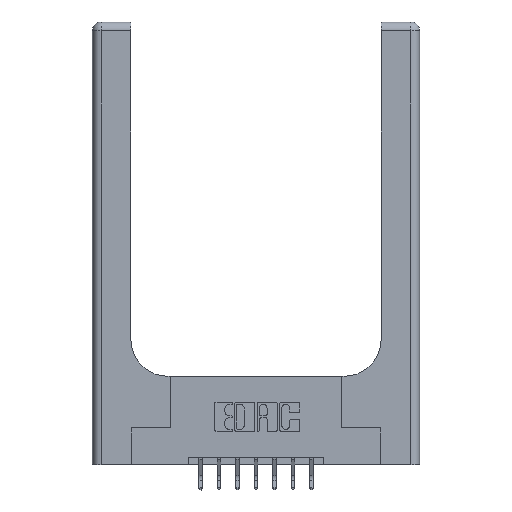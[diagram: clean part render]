
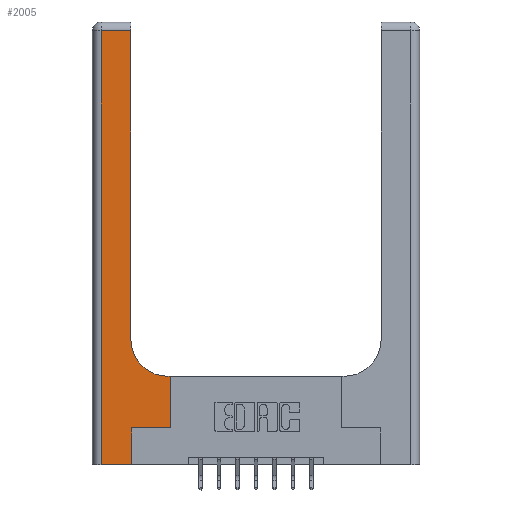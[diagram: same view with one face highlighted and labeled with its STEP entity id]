
A CAD part, top view. The second image highlights one B-rep face of the part: STEP entity #2005.
In plain terms, the highlighted planar face has unit normal (0, 0, 1).
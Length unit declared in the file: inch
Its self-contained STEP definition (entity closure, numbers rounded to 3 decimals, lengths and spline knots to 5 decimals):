
#87 = CARTESIAN_POINT ( 'NONE',  ( 0.26, 0.6, 0.37 ) ) ;
#149 = DIRECTION ( 'NONE',  ( -1., 0., 0. ) ) ;
#594 = LINE ( 'NONE', #2366, #10475 ) ;
#653 = CARTESIAN_POINT ( 'NONE',  ( 0.528, 0.6, 0.37 ) ) ;
#721 = ORIENTED_EDGE ( 'NONE', *, *, #5419, .T. ) ;
#835 = VECTOR ( 'NONE', #3210, 39.37008 ) ;
#946 = DIRECTION ( 'NONE',  ( 1., 0., 0. ) ) ;
#960 = LINE ( 'NONE', #11496, #2547 ) ;
#1145 = VERTEX_POINT ( 'NONE', #9387 ) ;
#1242 = ORIENTED_EDGE ( 'NONE', *, *, #12955, .T. ) ;
#1478 = EDGE_CURVE ( 'NONE', #9060, #14291, #13040, .T. ) ;
#1529 = AXIS2_PLACEMENT_3D ( 'NONE', #10020, #13354, #946 ) ;
#1565 = ORIENTED_EDGE ( 'NONE', *, *, #2799, .T. ) ;
#1921 = VERTEX_POINT ( 'NONE', #4365 ) ;
#1964 = ORIENTED_EDGE ( 'NONE', *, *, #5447, .T. ) ;
#2005 = ADVANCED_FACE ( 'NONE', ( #5962 ), #5787, .F. ) ;
#2073 = LINE ( 'NONE', #87, #2427 ) ;
#2366 = CARTESIAN_POINT ( 'NONE',  ( 0.265, 0.25, 0.37 ) ) ;
#2427 = VECTOR ( 'NONE', #10220, 39.37008 ) ;
#2547 = VECTOR ( 'NONE', #9219, 39.37008 ) ;
#2715 = ORIENTED_EDGE ( 'NONE', *, *, #10407, .T. ) ;
#2799 = EDGE_CURVE ( 'NONE', #8659, #9060, #2073, .T. ) ;
#3123 = CARTESIAN_POINT ( 'NONE',  ( 0., 0., 0.37 ) ) ;
#3210 = DIRECTION ( 'NONE',  ( 0., -1., 0. ) ) ;
#3453 = LINE ( 'NONE', #7328, #3980 ) ;
#3513 = CARTESIAN_POINT ( 'NONE',  ( 0., 3., 0.37 ) ) ;
#3629 = DIRECTION ( 'NONE',  ( 1., 0., 0. ) ) ;
#3733 = EDGE_LOOP ( 'NONE', ( #13497, #1964, #2715, #7681, #14263, #721, #1242, #1565, #5375 ) ) ;
#3980 = VECTOR ( 'NONE', #11668, 39.37008 ) ;
#4300 = LINE ( 'NONE', #9396, #4822 ) ;
#4365 = CARTESIAN_POINT ( 'NONE',  ( 0.06, 0., 0.37 ) ) ;
#4514 = EDGE_CURVE ( 'NONE', #1921, #11840, #13170, .T. ) ;
#4822 = VECTOR ( 'NONE', #7237, 39.37008 ) ;
#5183 = CARTESIAN_POINT ( 'NONE',  ( 0.51, 0.6, 0.37 ) ) ;
#5375 = ORIENTED_EDGE ( 'NONE', *, *, #1478, .T. ) ;
#5419 = EDGE_CURVE ( 'NONE', #8809, #14442, #594, .T. ) ;
#5447 = EDGE_CURVE ( 'NONE', #1145, #5527, #4300, .T. ) ;
#5527 = VERTEX_POINT ( 'NONE', #11811 ) ;
#5787 = PLANE ( 'NONE',  #7298 ) ;
#5962 = FACE_OUTER_BOUND ( 'NONE', #3733, .T. ) ;
#6626 = LINE ( 'NONE', #11703, #10836 ) ;
#7237 = DIRECTION ( 'NONE',  ( -1., 0., 0. ) ) ;
#7298 = AXIS2_PLACEMENT_3D ( 'NONE', #3513, #8162, #149 ) ;
#7328 = CARTESIAN_POINT ( 'NONE',  ( 0.528, 0.25, 0.37 ) ) ;
#7681 = ORIENTED_EDGE ( 'NONE', *, *, #4514, .T. ) ;
#8031 = VECTOR ( 'NONE', #11112, 39.37008 ) ;
#8162 = DIRECTION ( 'NONE',  ( 0., 0., -1. ) ) ;
#8659 = VERTEX_POINT ( 'NONE', #653 ) ;
#8809 = VERTEX_POINT ( 'NONE', #9688 ) ;
#9060 = VERTEX_POINT ( 'NONE', #5183 ) ;
#9219 = DIRECTION ( 'NONE',  ( 0., 1., 0. ) ) ;
#9387 = CARTESIAN_POINT ( 'NONE',  ( 0.26, 2.94, 0.37 ) ) ;
#9396 = CARTESIAN_POINT ( 'NONE',  ( 0., 2.94, 0.37 ) ) ;
#9688 = CARTESIAN_POINT ( 'NONE',  ( 0.265, 0.25, 0.37 ) ) ;
#9752 = CARTESIAN_POINT ( 'NONE',  ( 0.26, 0.85, 0.37 ) ) ;
#10020 = CARTESIAN_POINT ( 'NONE',  ( 0.51, 0.85, 0.37 ) ) ;
#10220 = DIRECTION ( 'NONE',  ( -1., 0., 0. ) ) ;
#10407 = EDGE_CURVE ( 'NONE', #5527, #1921, #13591, .T. ) ;
#10475 = VECTOR ( 'NONE', #3629, 39.37008 ) ;
#10836 = VECTOR ( 'NONE', #11651, 39.37008 ) ;
#11088 = CARTESIAN_POINT ( 'NONE',  ( 0.528, 0.25, 0.37 ) ) ;
#11112 = DIRECTION ( 'NONE',  ( 1., 0., 0. ) ) ;
#11496 = CARTESIAN_POINT ( 'NONE',  ( 0.265, 0., 0.37 ) ) ;
#11651 = DIRECTION ( 'NONE',  ( 0., 1., 0. ) ) ;
#11668 = DIRECTION ( 'NONE',  ( 0., 1., 0. ) ) ;
#11677 = EDGE_CURVE ( 'NONE', #14291, #1145, #6626, .T. ) ;
#11703 = CARTESIAN_POINT ( 'NONE',  ( 0.26, 3., 0.37 ) ) ;
#11811 = CARTESIAN_POINT ( 'NONE',  ( 0.06, 2.94, 0.37 ) ) ;
#11840 = VERTEX_POINT ( 'NONE', #14061 ) ;
#12255 = EDGE_CURVE ( 'NONE', #11840, #8809, #960, .T. ) ;
#12955 = EDGE_CURVE ( 'NONE', #14442, #8659, #3453, .T. ) ;
#13040 = CIRCLE ( 'NONE', #1529, 0.25 ) ;
#13170 = LINE ( 'NONE', #3123, #8031 ) ;
#13354 = DIRECTION ( 'NONE',  ( 0., 0., -1. ) ) ;
#13497 = ORIENTED_EDGE ( 'NONE', *, *, #11677, .T. ) ;
#13591 = LINE ( 'NONE', #14309, #835 ) ;
#14061 = CARTESIAN_POINT ( 'NONE',  ( 0.265, 0., 0.37 ) ) ;
#14263 = ORIENTED_EDGE ( 'NONE', *, *, #12255, .T. ) ;
#14291 = VERTEX_POINT ( 'NONE', #9752 ) ;
#14309 = CARTESIAN_POINT ( 'NONE',  ( 0.06, 3., 0.37 ) ) ;
#14442 = VERTEX_POINT ( 'NONE', #11088 ) ;
